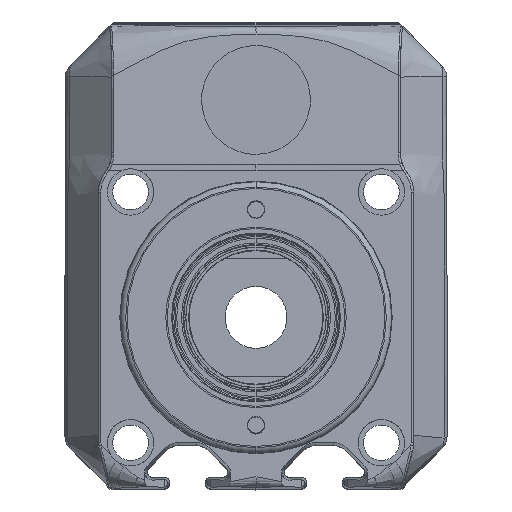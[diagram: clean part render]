
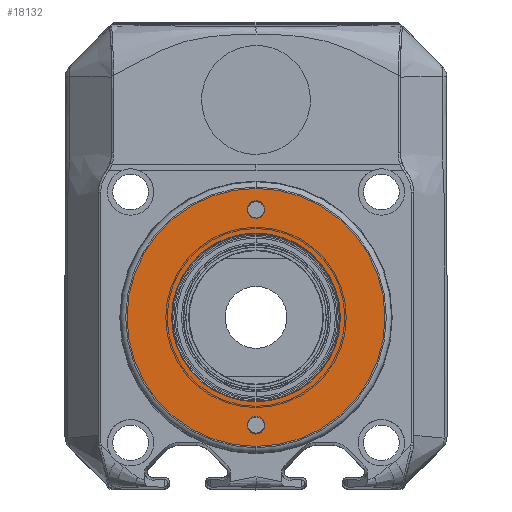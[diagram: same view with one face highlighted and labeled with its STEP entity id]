
A CAD part, front view. The second image highlights one B-rep face of the part: STEP entity #18132.
In plain terms, the highlighted face is planar.
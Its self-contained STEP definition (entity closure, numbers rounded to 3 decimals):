
#825 = ORIENTED_EDGE ( 'NONE', *, *, #90759, .F. ) ;
#3853 = ORIENTED_EDGE ( 'NONE', *, *, #28252, .F. ) ;
#4542 = AXIS2_PLACEMENT_3D ( 'NONE', #100420, #34655, #26644 ) ;
#4654 = CIRCLE ( 'NONE', #91681, 1.638 ) ;
#6929 = CARTESIAN_POINT ( 'NONE',  ( 15.648, 0., 6.25 ) ) ;
#7046 = DIRECTION ( 'NONE',  ( 0., 1., 0. ) ) ;
#8039 = EDGE_LOOP ( 'NONE', ( #44195, #69335 ) ) ;
#11782 = PLANE ( 'NONE',  #58543 ) ;
#13624 = CARTESIAN_POINT ( 'NONE',  ( -20., 0., 6.25 ) ) ;
#15073 = DIRECTION ( 'NONE',  ( 0., 0., -1. ) ) ;
#15692 = EDGE_LOOP ( 'NONE', ( #3853, #825 ) ) ;
#17944 = VERTEX_POINT ( 'NONE', #97496 ) ;
#18105 = DIRECTION ( 'NONE',  ( 0., 0., -1. ) ) ;
#18132 = ADVANCED_FACE ( 'NONE', ( #67380, #27290, #83447, #59906 ), #11782, .T. ) ;
#20110 = AXIS2_PLACEMENT_3D ( 'NONE', #71095, #47548, #80174 ) ;
#23307 = CIRCLE ( 'NONE', #4542, 1.638 ) ;
#24398 = VERTEX_POINT ( 'NONE', #67259 ) ;
#24609 = ORIENTED_EDGE ( 'NONE', *, *, #103673, .T. ) ;
#26644 = DIRECTION ( 'NONE',  ( -1., 0., 0. ) ) ;
#27290 = FACE_BOUND ( 'NONE', #8039, .T. ) ;
#27823 = DIRECTION ( 'NONE',  ( 0., 0., 1. ) ) ;
#28252 = EDGE_CURVE ( 'NONE', #105545, #70509, #73052, .T. ) ;
#28879 = CARTESIAN_POINT ( 'NONE',  ( 0., 23.916, 6.25 ) ) ;
#29663 = DIRECTION ( 'NONE',  ( 0., 0., -1. ) ) ;
#30420 = VERTEX_POINT ( 'NONE', #69435 ) ;
#32031 = DIRECTION ( 'NONE',  ( 0., 0., -1. ) ) ;
#32551 = CARTESIAN_POINT ( 'NONE',  ( 0., 0., 6.25 ) ) ;
#34655 = DIRECTION ( 'NONE',  ( 0., 0., -1. ) ) ;
#43685 = EDGE_CURVE ( 'NONE', #17944, #88670, #94030, .T. ) ;
#44195 = ORIENTED_EDGE ( 'NONE', *, *, #43685, .T. ) ;
#44265 = DIRECTION ( 'NONE',  ( 0., 0., -1. ) ) ;
#44318 = AXIS2_PLACEMENT_3D ( 'NONE', #85453, #18105, #91368 ) ;
#46877 = EDGE_CURVE ( 'NONE', #24398, #30420, #53252, .T. ) ;
#47548 = DIRECTION ( 'NONE',  ( 0., 0., -1. ) ) ;
#48117 = AXIS2_PLACEMENT_3D ( 'NONE', #73314, #15073, #7046 ) ;
#48221 = CARTESIAN_POINT ( 'NONE',  ( -23.916, 0., 6.25 ) ) ;
#48629 = CARTESIAN_POINT ( 'NONE',  ( -18.362, 0., 6.25 ) ) ;
#49096 = DIRECTION ( 'NONE',  ( 0., 0., -1. ) ) ;
#49180 = VERTEX_POINT ( 'NONE', #6929 ) ;
#51312 = EDGE_CURVE ( 'NONE', #30420, #24398, #23307, .T. ) ;
#53252 = CIRCLE ( 'NONE', #75462, 1.638 ) ;
#53352 = CARTESIAN_POINT ( 'NONE',  ( -20., 0., 6.25 ) ) ;
#54315 = VERTEX_POINT ( 'NONE', #60787 ) ;
#57977 = CIRCLE ( 'NONE', #44318, 15.648 ) ;
#58543 = AXIS2_PLACEMENT_3D ( 'NONE', #28879, #27823, #61484 ) ;
#59906 = FACE_BOUND ( 'NONE', #77762, .T. ) ;
#60787 = CARTESIAN_POINT ( 'NONE',  ( -15.648, 0., 6.25 ) ) ;
#61484 = DIRECTION ( 'NONE',  ( 1., 0., 0. ) ) ;
#62751 = ORIENTED_EDGE ( 'NONE', *, *, #51312, .T. ) ;
#63913 = EDGE_CURVE ( 'NONE', #49180, #54315, #57977, .T. ) ;
#64741 = ORIENTED_EDGE ( 'NONE', *, *, #63913, .T. ) ;
#66681 = AXIS2_PLACEMENT_3D ( 'NONE', #53352, #44265, #70447 ) ;
#67259 = CARTESIAN_POINT ( 'NONE',  ( 21.638, 0., 6.25 ) ) ;
#67380 = FACE_OUTER_BOUND ( 'NONE', #15692, .T. ) ;
#69335 = ORIENTED_EDGE ( 'NONE', *, *, #81287, .T. ) ;
#69435 = CARTESIAN_POINT ( 'NONE',  ( 18.362, 0., 6.25 ) ) ;
#70447 = DIRECTION ( 'NONE',  ( -1., 0., 0. ) ) ;
#70509 = VERTEX_POINT ( 'NONE', #80020 ) ;
#71095 = CARTESIAN_POINT ( 'NONE',  ( 0., 0., 6.25 ) ) ;
#72139 = DIRECTION ( 'NONE',  ( 0., 1., 0. ) ) ;
#72662 = CARTESIAN_POINT ( 'NONE',  ( 20., 0., 6.25 ) ) ;
#73052 = CIRCLE ( 'NONE', #20110, 23.916 ) ;
#73314 = CARTESIAN_POINT ( 'NONE',  ( 0., 0., 6.25 ) ) ;
#73693 = CIRCLE ( 'NONE', #48117, 23.916 ) ;
#75462 = AXIS2_PLACEMENT_3D ( 'NONE', #72662, #32031, #104763 ) ;
#77762 = EDGE_LOOP ( 'NONE', ( #62751, #97042 ) ) ;
#79772 = EDGE_LOOP ( 'NONE', ( #24609, #64741 ) ) ;
#80020 = CARTESIAN_POINT ( 'NONE',  ( 23.916, 0., 6.25 ) ) ;
#80174 = DIRECTION ( 'NONE',  ( 0., 1., 0. ) ) ;
#81287 = EDGE_CURVE ( 'NONE', #88670, #17944, #4654, .T. ) ;
#83447 = FACE_BOUND ( 'NONE', #79772, .T. ) ;
#85183 = AXIS2_PLACEMENT_3D ( 'NONE', #32551, #49096, #72139 ) ;
#85453 = CARTESIAN_POINT ( 'NONE',  ( 0., 0., 6.25 ) ) ;
#88670 = VERTEX_POINT ( 'NONE', #48629 ) ;
#90759 = EDGE_CURVE ( 'NONE', #70509, #105545, #73693, .T. ) ;
#91368 = DIRECTION ( 'NONE',  ( 0., 1., 0. ) ) ;
#91681 = AXIS2_PLACEMENT_3D ( 'NONE', #13624, #29663, #94863 ) ;
#94030 = CIRCLE ( 'NONE', #66681, 1.638 ) ;
#94863 = DIRECTION ( 'NONE',  ( -1., 0., 0. ) ) ;
#95392 = CIRCLE ( 'NONE', #85183, 15.648 ) ;
#97042 = ORIENTED_EDGE ( 'NONE', *, *, #46877, .T. ) ;
#97496 = CARTESIAN_POINT ( 'NONE',  ( -21.638, 0., 6.25 ) ) ;
#100420 = CARTESIAN_POINT ( 'NONE',  ( 20., 0., 6.25 ) ) ;
#103673 = EDGE_CURVE ( 'NONE', #54315, #49180, #95392, .T. ) ;
#104763 = DIRECTION ( 'NONE',  ( -1., 0., 0. ) ) ;
#105545 = VERTEX_POINT ( 'NONE', #48221 ) ;
